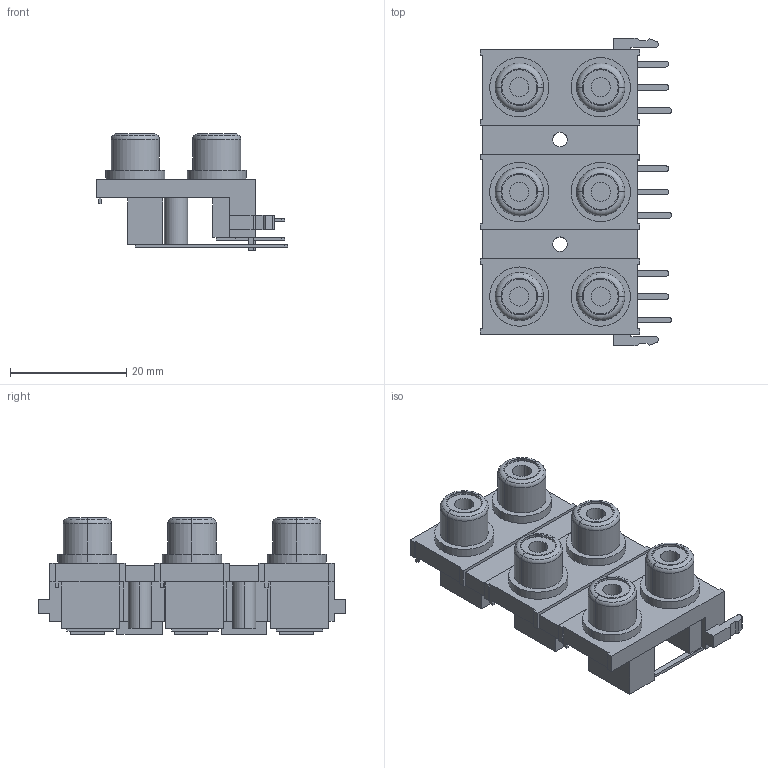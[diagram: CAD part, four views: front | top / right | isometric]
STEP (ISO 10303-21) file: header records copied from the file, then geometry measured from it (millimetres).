
FILE_DESCRIPTION (( 'STEP AP214' ), '1' );
FILE_NAME ('CUI_DEVICES_RCJ-61_Series.step', '2019-10-21T04:17:43', ( '' ), ( '' ), 'SwSTEP 2.0', 'SolidWorks 2019', '' );
FILE_SCHEMA (( 'AUTOMOTIVE_DESIGN' ));
Length unit declared in the file: inch
Products named in the file (3): CUI_DEVICES_RCJ-61_Series; PLUG_Black; RCJ-61_RCJ-61
Assembly tree (7 placements, depth 2):
  CUI_DEVICES_RCJ-61_Series
    RCJ-61_RCJ-61
    PLUG_Black  x6
Bounding box: 32.9 x 52.8 x 20.05 mm (x, y, z)
Volume: 10247.2 mm3; surface area: 9914.5 mm2
Topology: 16 solids, 16 shells, 371 faces, 891 edges, 583 vertices
Faces by surface type: plane 250, cylinder 97, torus 24
Entity records: 14092 total; most frequent: CARTESIAN_POINT 1685, DIRECTION 1675, ORIENTED_EDGE 1622, EDGE_CURVE 811, VECTOR 629, LINE 629, VERTEX_POINT 533, AXIS2_PLACEMENT_3D 523
